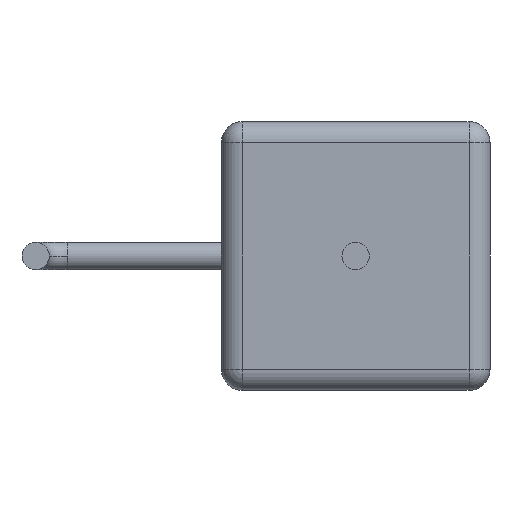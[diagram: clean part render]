
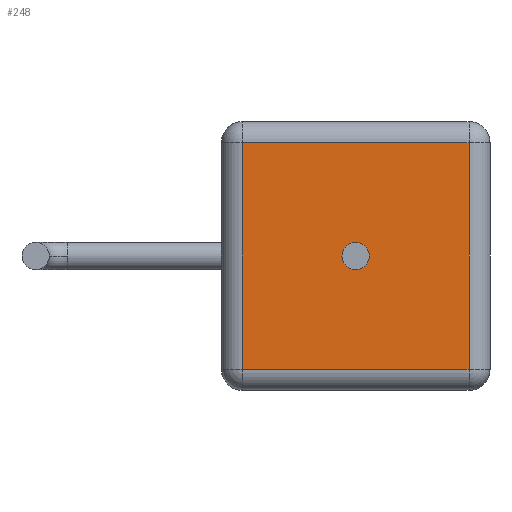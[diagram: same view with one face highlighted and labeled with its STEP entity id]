
A CAD part, front view. The second image highlights one B-rep face of the part: STEP entity #248.
In plain terms, the highlighted planar face has unit normal (0, -1, 0).
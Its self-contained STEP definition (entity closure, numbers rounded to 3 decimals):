
#12 = VERTEX_POINT ( 'NONE', #189 ) ;
#42 = DIRECTION ( 'NONE',  ( 0., -1., 0. ) ) ;
#58 = CARTESIAN_POINT ( 'NONE',  ( 0., 0.5, 0. ) ) ;
#63 = ORIENTED_EDGE ( 'NONE', *, *, #456, .F. ) ;
#87 = VERTEX_POINT ( 'NONE', #858 ) ;
#105 = ORIENTED_EDGE ( 'NONE', *, *, #878, .T. ) ;
#140 = CARTESIAN_POINT ( 'NONE',  ( 0., 0.5, -0.325 ) ) ;
#141 = LINE ( 'NONE', #693, #1050 ) ;
#169 = CARTESIAN_POINT ( 'NONE',  ( -3.2, 0.5, 2.7 ) ) ;
#181 = LINE ( 'NONE', #169, #363 ) ;
#189 = CARTESIAN_POINT ( 'NONE',  ( -2.7, 0.5, 2.7 ) ) ;
#217 = CARTESIAN_POINT ( 'NONE',  ( -3.2, 0.5, -2.7 ) ) ;
#248 = ADVANCED_FACE ( 'NONE', ( #719, #419 ), #476, .F. ) ;
#267 = VERTEX_POINT ( 'NONE', #979 ) ;
#285 = EDGE_CURVE ( 'NONE', #415, #360, #940, .T. ) ;
#301 = DIRECTION ( 'NONE',  ( 0., 1., 0. ) ) ;
#330 = CARTESIAN_POINT ( 'NONE',  ( -2.7, 0.5, -2.7 ) ) ;
#348 = DIRECTION ( 'NONE',  ( 0., 0., 1. ) ) ;
#353 = CARTESIAN_POINT ( 'NONE',  ( 2.7, 0.5, 3.2 ) ) ;
#360 = VERTEX_POINT ( 'NONE', #548 ) ;
#363 = VECTOR ( 'NONE', #703, 1000. ) ;
#372 = EDGE_CURVE ( 'NONE', #835, #267, #607, .T. ) ;
#375 = ORIENTED_EDGE ( 'NONE', *, *, #372, .T. ) ;
#400 = EDGE_LOOP ( 'NONE', ( #1033, #63 ) ) ;
#415 = VERTEX_POINT ( 'NONE', #140 ) ;
#419 = FACE_BOUND ( 'NONE', #400, .T. ) ;
#456 = EDGE_CURVE ( 'NONE', #360, #415, #535, .T. ) ;
#473 = DIRECTION ( 'NONE',  ( 0., 0., 1. ) ) ;
#476 = PLANE ( 'NONE',  #770 ) ;
#508 = ORIENTED_EDGE ( 'NONE', *, *, #863, .T. ) ;
#521 = VECTOR ( 'NONE', #917, 1000. ) ;
#524 = LINE ( 'NONE', #353, #552 ) ;
#535 = CIRCLE ( 'NONE', #691, 0.325 ) ;
#548 = CARTESIAN_POINT ( 'NONE',  ( 0., 0.5, 0.325 ) ) ;
#552 = VECTOR ( 'NONE', #348, 1000. ) ;
#566 = CARTESIAN_POINT ( 'NONE',  ( 0., 0.5, 0. ) ) ;
#574 = EDGE_LOOP ( 'NONE', ( #508, #744, #375, #105 ) ) ;
#607 = LINE ( 'NONE', #217, #521 ) ;
#608 = AXIS2_PLACEMENT_3D ( 'NONE', #566, #42, #815 ) ;
#691 = AXIS2_PLACEMENT_3D ( 'NONE', #58, #748, #1086 ) ;
#693 = CARTESIAN_POINT ( 'NONE',  ( -2.7, 0.5, 3.2 ) ) ;
#699 = DIRECTION ( 'NONE',  ( 0., 0., -1. ) ) ;
#703 = DIRECTION ( 'NONE',  ( -1., 0., 0. ) ) ;
#719 = FACE_OUTER_BOUND ( 'NONE', #574, .T. ) ;
#744 = ORIENTED_EDGE ( 'NONE', *, *, #973, .T. ) ;
#748 = DIRECTION ( 'NONE',  ( 0., -1., 0. ) ) ;
#770 = AXIS2_PLACEMENT_3D ( 'NONE', #895, #301, #473 ) ;
#815 = DIRECTION ( 'NONE',  ( 0., 0., 1. ) ) ;
#835 = VERTEX_POINT ( 'NONE', #330 ) ;
#858 = CARTESIAN_POINT ( 'NONE',  ( 2.7, 0.5, 2.7 ) ) ;
#863 = EDGE_CURVE ( 'NONE', #87, #12, #181, .T. ) ;
#878 = EDGE_CURVE ( 'NONE', #267, #87, #524, .T. ) ;
#895 = CARTESIAN_POINT ( 'NONE',  ( -3.2, 0.5, 3.2 ) ) ;
#917 = DIRECTION ( 'NONE',  ( 1., 0., 0. ) ) ;
#940 = CIRCLE ( 'NONE', #608, 0.325 ) ;
#973 = EDGE_CURVE ( 'NONE', #12, #835, #141, .T. ) ;
#979 = CARTESIAN_POINT ( 'NONE',  ( 2.7, 0.5, -2.7 ) ) ;
#1033 = ORIENTED_EDGE ( 'NONE', *, *, #285, .F. ) ;
#1050 = VECTOR ( 'NONE', #699, 1000. ) ;
#1086 = DIRECTION ( 'NONE',  ( 0., 0., 1. ) ) ;
